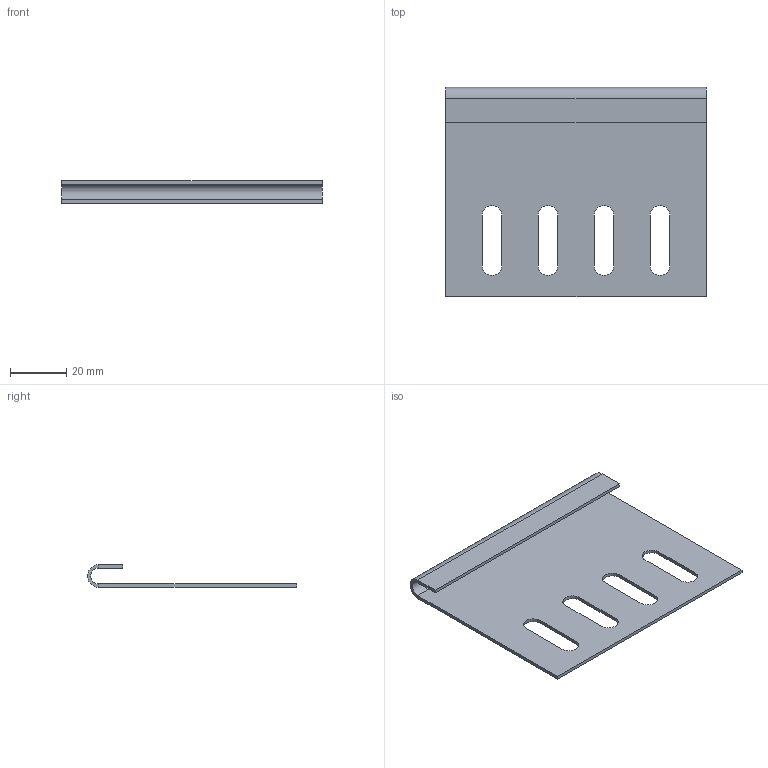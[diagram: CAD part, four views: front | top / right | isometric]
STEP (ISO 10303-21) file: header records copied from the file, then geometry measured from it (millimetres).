
FILE_DESCRIPTION (( 'STEP AP203' ), '1' );
FILE_NAME ('Çàùèòíàÿ ïëàñòèíà RP_36900.STEP', '2012-11-09T08:44:16', ( 'Àñååâ' ), ( '' ), 'SwSTEP 2.0', 'SolidWorks 2012', '' );
FILE_SCHEMA (( 'CONFIG_CONTROL_DESIGN' ));
Length unit declared in the file: millimetre
Products named in the file (1): Çàùèòíàÿ ïëàñòèíà RP_36900
Bounding box: 93 x 74.66 x 8 mm (x, y, z)
Volume: 9254.5 mm3; surface area: 16141.7 mm2
Topology: 1 solids, 1 shells, 30 faces, 76 edges, 48 vertices
Faces by surface type: plane 20, cylinder 10
Entity records: 989 total; most frequent: DIRECTION 158, CARTESIAN_POINT 155, ORIENTED_EDGE 152, EDGE_CURVE 76, LINE 56, VECTOR 56, AXIS2_PLACEMENT_3D 51, VERTEX_POINT 48
